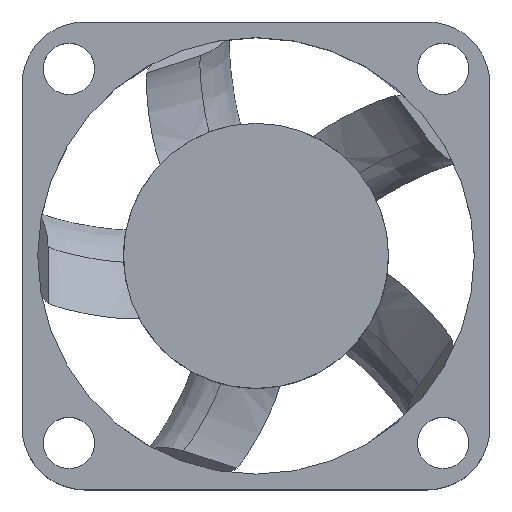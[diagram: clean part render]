
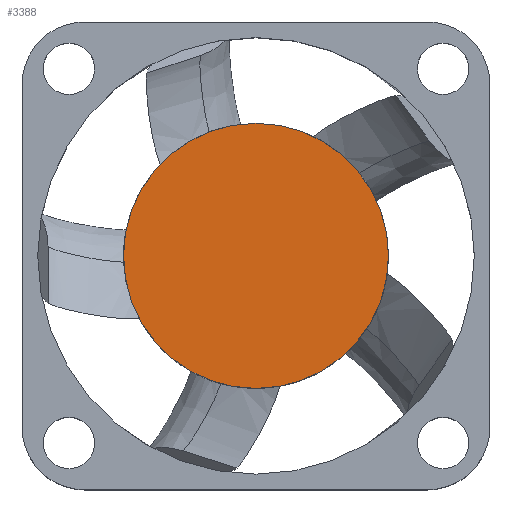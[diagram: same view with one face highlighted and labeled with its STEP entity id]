
A CAD part, top view. The second image highlights one B-rep face of the part: STEP entity #3388.
In plain terms, the highlighted planar face has unit normal (0, 0, 1).
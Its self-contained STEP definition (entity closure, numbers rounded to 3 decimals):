
#409 = EDGE_CURVE ( 'NONE', #628, #1284, #2063, .T. ) ;
#628 = VERTEX_POINT ( 'NONE', #629 ) ;
#629 = CARTESIAN_POINT ( 'NONE',  ( -233.5, 0., 300.021 ) ) ;
#653 = ORIENTED_EDGE ( 'NONE', *, *, #2152, .T. ) ;
#988 = CARTESIAN_POINT ( 'NONE',  ( -225., 0., 300.021 ) ) ;
#1037 = EDGE_LOOP ( 'NONE', ( #2854, #653 ) ) ;
#1157 = PLANE ( 'NONE',  #1341 ) ;
#1178 = DIRECTION ( 'NONE',  ( -1., 0., 0. ) ) ;
#1284 = VERTEX_POINT ( 'NONE', #2355 ) ;
#1341 = AXIS2_PLACEMENT_3D ( 'NONE', #2330, #3540, #1178 ) ;
#1521 = CIRCLE ( 'NONE', #3744, 8.5 ) ;
#1735 = DIRECTION ( 'NONE',  ( -1., 0., 0. ) ) ;
#2063 = CIRCLE ( 'NONE', #3542, 8.5 ) ;
#2152 = EDGE_CURVE ( 'NONE', #1284, #628, #1521, .T. ) ;
#2330 = CARTESIAN_POINT ( 'NONE',  ( -225., 0., 300.021 ) ) ;
#2355 = CARTESIAN_POINT ( 'NONE',  ( -216.5, 0., 300.021 ) ) ;
#2409 = FACE_OUTER_BOUND ( 'NONE', #1037, .T. ) ;
#2597 = CARTESIAN_POINT ( 'NONE',  ( -225., 0., 300.021 ) ) ;
#2775 = DIRECTION ( 'NONE',  ( -1., 0., 0. ) ) ;
#2854 = ORIENTED_EDGE ( 'NONE', *, *, #409, .T. ) ;
#3152 = DIRECTION ( 'NONE',  ( 0., 0., 1. ) ) ;
#3355 = DIRECTION ( 'NONE',  ( 0., 0., 1. ) ) ;
#3388 = ADVANCED_FACE ( 'NONE', ( #2409 ), #1157, .F. ) ;
#3540 = DIRECTION ( 'NONE',  ( 0., 0., -1. ) ) ;
#3542 = AXIS2_PLACEMENT_3D ( 'NONE', #988, #3355, #2775 ) ;
#3744 = AXIS2_PLACEMENT_3D ( 'NONE', #2597, #3152, #1735 ) ;
